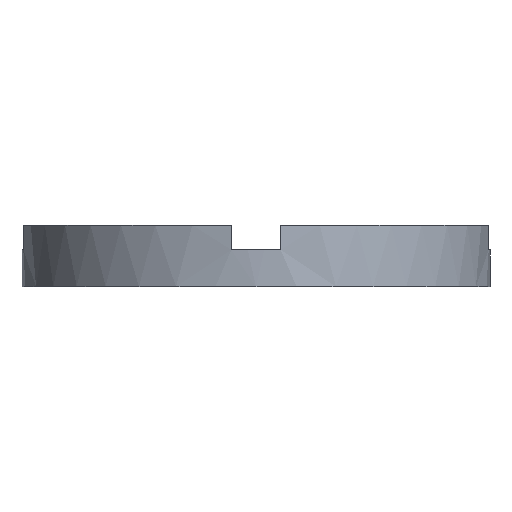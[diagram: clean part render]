
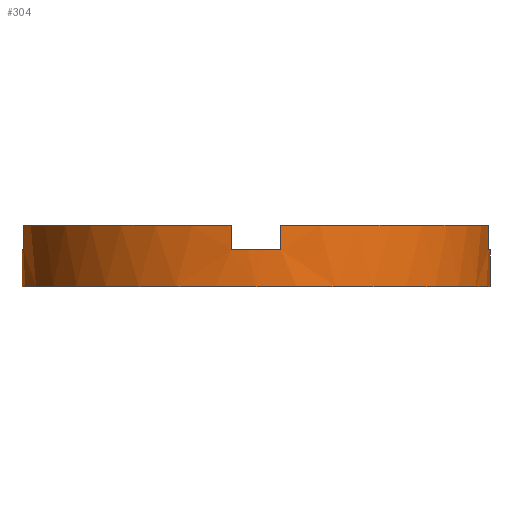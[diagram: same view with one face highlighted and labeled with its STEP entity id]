
A CAD part, front view. The second image highlights one B-rep face of the part: STEP entity #304.
In plain terms, the highlighted cylindrical face has radius 9.5 mm (diameter 19 mm), a partial arc.
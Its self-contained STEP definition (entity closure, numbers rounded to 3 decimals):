
#3 = CARTESIAN_POINT ( 'NONE',  ( 9.5, 0., 0. ) ) ;
#6 = VERTEX_POINT ( 'NONE', #3 ) ;
#8 = VERTEX_POINT ( 'NONE', #57 ) ;
#9 = DIRECTION ( 'NONE',  ( 0., 0., 1. ) ) ;
#20 = ORIENTED_EDGE ( 'NONE', *, *, #443, .F. ) ;
#28 = CARTESIAN_POINT ( 'NONE',  ( -1., -9.447, 2.5 ) ) ;
#41 = EDGE_CURVE ( 'NONE', #550, #147, #61, .T. ) ;
#57 = CARTESIAN_POINT ( 'NONE',  ( -9.5, 0., 1.5 ) ) ;
#60 = VERTEX_POINT ( 'NONE', #103 ) ;
#61 = LINE ( 'NONE', #476, #329 ) ;
#71 = VECTOR ( 'NONE', #624, 1000. ) ;
#76 = CARTESIAN_POINT ( 'NONE',  ( 9.447, -1., 1.5 ) ) ;
#86 = CARTESIAN_POINT ( 'NONE',  ( -1., -9.447, 1.5 ) ) ;
#89 = AXIS2_PLACEMENT_3D ( 'NONE', #447, #436, #259 ) ;
#92 = CARTESIAN_POINT ( 'NONE',  ( 9.5, 0., 1.5 ) ) ;
#95 = EDGE_CURVE ( 'NONE', #550, #274, #591, .T. ) ;
#96 = DIRECTION ( 'NONE',  ( 0., 0., 1. ) ) ;
#103 = CARTESIAN_POINT ( 'NONE',  ( -1., -9.447, 1.5 ) ) ;
#105 = EDGE_CURVE ( 'NONE', #317, #775, #319, .T. ) ;
#106 = CARTESIAN_POINT ( 'NONE',  ( -9.447, -1., 1.5 ) ) ;
#120 = CARTESIAN_POINT ( 'NONE',  ( 9.5, 0., 2.5 ) ) ;
#138 = DIRECTION ( 'NONE',  ( 1., 0., 0. ) ) ;
#146 = EDGE_CURVE ( 'NONE', #8, #252, #594, .T. ) ;
#147 = VERTEX_POINT ( 'NONE', #632 ) ;
#149 = ORIENTED_EDGE ( 'NONE', *, *, #559, .F. ) ;
#150 = ORIENTED_EDGE ( 'NONE', *, *, #174, .F. ) ;
#160 = VECTOR ( 'NONE', #452, 1000. ) ;
#167 = DIRECTION ( 'NONE',  ( 0., 0., 1. ) ) ;
#171 = VERTEX_POINT ( 'NONE', #737 ) ;
#174 = EDGE_CURVE ( 'NONE', #252, #317, #609, .T. ) ;
#175 = VERTEX_POINT ( 'NONE', #191 ) ;
#187 = EDGE_CURVE ( 'NONE', #519, #6, #600, .T. ) ;
#191 = CARTESIAN_POINT ( 'NONE',  ( 1., -9.447, 1.5 ) ) ;
#193 = LINE ( 'NONE', #120, #460 ) ;
#194 = LINE ( 'NONE', #86, #720 ) ;
#197 = CIRCLE ( 'NONE', #369, 9.5 ) ;
#224 = AXIS2_PLACEMENT_3D ( 'NONE', #312, #167, #729 ) ;
#226 = EDGE_CURVE ( 'NONE', #171, #147, #349, .T. ) ;
#238 = DIRECTION ( 'NONE',  ( 0., 0., -1. ) ) ;
#245 = DIRECTION ( 'NONE',  ( 0., 0., 1. ) ) ;
#247 = DIRECTION ( 'NONE',  ( 1., 0., 0. ) ) ;
#252 = VERTEX_POINT ( 'NONE', #774 ) ;
#253 = AXIS2_PLACEMENT_3D ( 'NONE', #390, #638, #465 ) ;
#259 = DIRECTION ( 'NONE',  ( 1., 0., 0. ) ) ;
#274 = VERTEX_POINT ( 'NONE', #92 ) ;
#285 = DIRECTION ( 'NONE',  ( 0., 0., 1. ) ) ;
#287 = ORIENTED_EDGE ( 'NONE', *, *, #41, .T. ) ;
#304 = ADVANCED_FACE ( 'NONE', ( #613 ), #453, .T. ) ;
#306 = DIRECTION ( 'NONE',  ( 0., 0., 1. ) ) ;
#312 = CARTESIAN_POINT ( 'NONE',  ( 0., 0., 2.5 ) ) ;
#317 = VERTEX_POINT ( 'NONE', #570 ) ;
#319 = CIRCLE ( 'NONE', #224, 9.5 ) ;
#329 = VECTOR ( 'NONE', #96, 1000. ) ;
#340 = CARTESIAN_POINT ( 'NONE',  ( 0., 0., 1.5 ) ) ;
#349 = CIRCLE ( 'NONE', #565, 9.5 ) ;
#360 = DIRECTION ( 'NONE',  ( 1., 0., 0. ) ) ;
#365 = CARTESIAN_POINT ( 'NONE',  ( 0., 0., 0. ) ) ;
#369 = AXIS2_PLACEMENT_3D ( 'NONE', #340, #645, #138 ) ;
#374 = CARTESIAN_POINT ( 'NONE',  ( 1., -9.447, 1.5 ) ) ;
#389 = EDGE_CURVE ( 'NONE', #274, #6, #193, .T. ) ;
#390 = CARTESIAN_POINT ( 'NONE',  ( 0., 0., 2.5 ) ) ;
#436 = DIRECTION ( 'NONE',  ( 0., 0., 1. ) ) ;
#443 = EDGE_CURVE ( 'NONE', #175, #171, #459, .T. ) ;
#447 = CARTESIAN_POINT ( 'NONE',  ( 0., 0., 1.5 ) ) ;
#450 = ORIENTED_EDGE ( 'NONE', *, *, #389, .F. ) ;
#452 = DIRECTION ( 'NONE',  ( 0., 0., -1. ) ) ;
#453 = CYLINDRICAL_SURFACE ( 'NONE', #253, 9.5 ) ;
#459 = LINE ( 'NONE', #374, #709 ) ;
#460 = VECTOR ( 'NONE', #238, 1000. ) ;
#465 = DIRECTION ( 'NONE',  ( -1., 0., 0. ) ) ;
#476 = CARTESIAN_POINT ( 'NONE',  ( 9.447, -1., 1.5 ) ) ;
#503 = CARTESIAN_POINT ( 'NONE',  ( -9.5, 0., 2.5 ) ) ;
#515 = EDGE_CURVE ( 'NONE', #8, #519, #716, .T. ) ;
#519 = VERTEX_POINT ( 'NONE', #574 ) ;
#523 = ORIENTED_EDGE ( 'NONE', *, *, #146, .F. ) ;
#524 = EDGE_LOOP ( 'NONE', ( #450, #697, #287, #674, #20, #149, #684, #548, #150, #523, #555, #765 ) ) ;
#537 = AXIS2_PLACEMENT_3D ( 'NONE', #365, #306, #247 ) ;
#548 = ORIENTED_EDGE ( 'NONE', *, *, #105, .F. ) ;
#550 = VERTEX_POINT ( 'NONE', #76 ) ;
#555 = ORIENTED_EDGE ( 'NONE', *, *, #515, .T. ) ;
#559 = EDGE_CURVE ( 'NONE', #60, #175, #197, .T. ) ;
#565 = AXIS2_PLACEMENT_3D ( 'NONE', #658, #9, #715 ) ;
#570 = CARTESIAN_POINT ( 'NONE',  ( -9.447, -1., 2.5 ) ) ;
#574 = CARTESIAN_POINT ( 'NONE',  ( -9.5, 0., 0. ) ) ;
#591 = CIRCLE ( 'NONE', #89, 9.5 ) ;
#594 = CIRCLE ( 'NONE', #652, 9.5 ) ;
#600 = CIRCLE ( 'NONE', #537, 9.5 ) ;
#606 = EDGE_CURVE ( 'NONE', #60, #775, #194, .T. ) ;
#609 = LINE ( 'NONE', #106, #71 ) ;
#613 = FACE_OUTER_BOUND ( 'NONE', #524, .T. ) ;
#624 = DIRECTION ( 'NONE',  ( 0., 0., 1. ) ) ;
#630 = DIRECTION ( 'NONE',  ( 0., 0., 1. ) ) ;
#632 = CARTESIAN_POINT ( 'NONE',  ( 9.447, -1., 2.5 ) ) ;
#638 = DIRECTION ( 'NONE',  ( 0., 0., -1. ) ) ;
#645 = DIRECTION ( 'NONE',  ( 0., 0., 1. ) ) ;
#652 = AXIS2_PLACEMENT_3D ( 'NONE', #772, #245, #360 ) ;
#658 = CARTESIAN_POINT ( 'NONE',  ( 0., 0., 2.5 ) ) ;
#674 = ORIENTED_EDGE ( 'NONE', *, *, #226, .F. ) ;
#684 = ORIENTED_EDGE ( 'NONE', *, *, #606, .T. ) ;
#697 = ORIENTED_EDGE ( 'NONE', *, *, #95, .F. ) ;
#709 = VECTOR ( 'NONE', #630, 1000. ) ;
#715 = DIRECTION ( 'NONE',  ( 1., 0., 0. ) ) ;
#716 = LINE ( 'NONE', #503, #160 ) ;
#720 = VECTOR ( 'NONE', #285, 1000. ) ;
#729 = DIRECTION ( 'NONE',  ( 1., 0., 0. ) ) ;
#737 = CARTESIAN_POINT ( 'NONE',  ( 1., -9.447, 2.5 ) ) ;
#765 = ORIENTED_EDGE ( 'NONE', *, *, #187, .T. ) ;
#772 = CARTESIAN_POINT ( 'NONE',  ( 0., 0., 1.5 ) ) ;
#774 = CARTESIAN_POINT ( 'NONE',  ( -9.447, -1., 1.5 ) ) ;
#775 = VERTEX_POINT ( 'NONE', #28 ) ;
